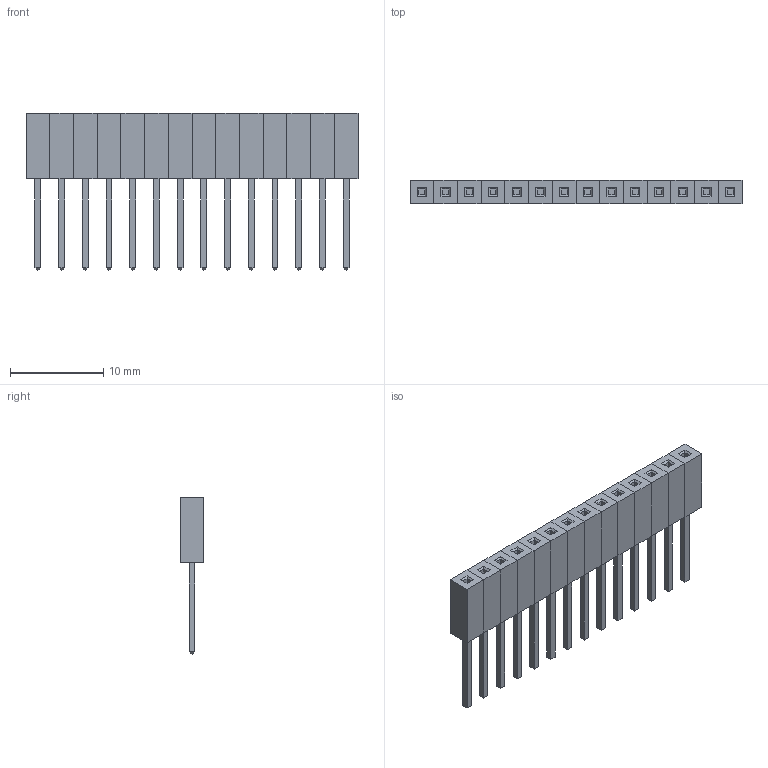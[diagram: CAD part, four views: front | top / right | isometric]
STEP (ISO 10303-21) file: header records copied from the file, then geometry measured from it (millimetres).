
FILE_DESCRIPTION(('FreeCAD Model'),'2;1');
FILE_NAME('LongPinSocket_1x14.step', '2020-06-14T15:44:11',('Author'),(''), 'Open CASCADE STEP processor 7.3','FreeCAD','Unknown');
FILE_SCHEMA(('AUTOMOTIVE_DESIGN { 1 0 10303 214 1 1 1 1 }'));
Length unit declared in the file: millimetre
Products named in the file (1): Group
Bounding box: 35.56 x 2.54 x 16.82 mm (x, y, z)
Volume: 672.4 mm3; surface area: 1143.6 mm2
Topology: 1 solids, 1 shells, 296 faces, 620 edges, 354 vertices
Faces by surface type: plane 240, bspline 56
Entity records: 17010 total; most frequent: CARTESIAN_POINT 3295, DIRECTION 1726, LINE 1244, VECTOR 1244, ORIENTED_EDGE 1240, PCURVE 1240, DEFINITIONAL_REPRESENTATION 1240, EDGE_CURVE 620
